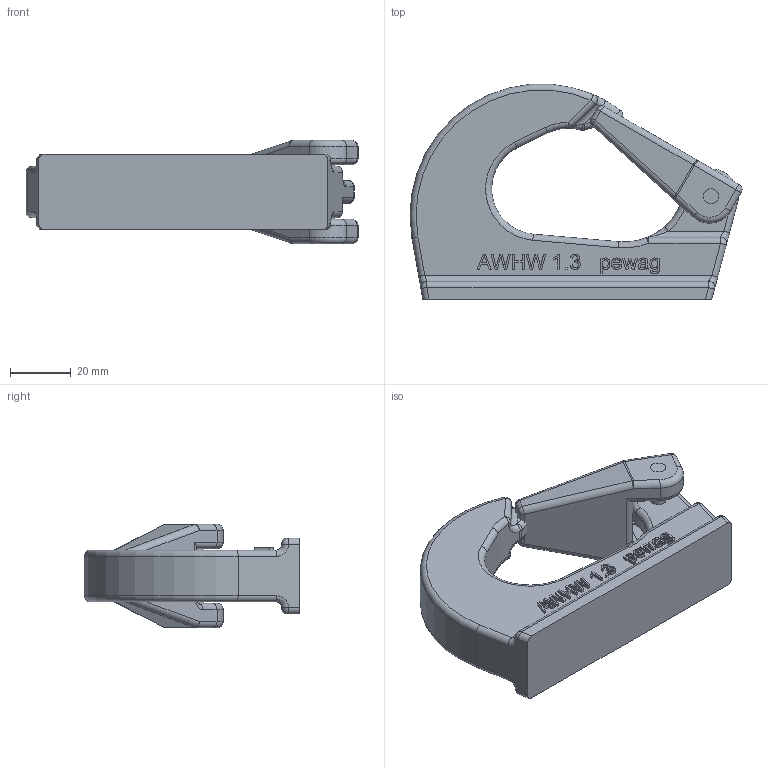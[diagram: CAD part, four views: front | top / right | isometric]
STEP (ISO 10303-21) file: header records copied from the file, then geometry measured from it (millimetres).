
FILE_DESCRIPTION(/* description */ (''),/* implementation_level */ '2;1');
FILE_NAME(/* name */ 'pewag_AWHW_1-3',/* time_stamp */ '2010-02-10T13:06:54+01:00',/* author */ (''),/* organization */ (''),/* preprocessor_version */ 'ST-DEVELOPER v9',/* originating_system */ 'UGS - NX 4.0',/* authorisation */ '');
FILE_SCHEMA (('AUTOMOTIVE_DESIGN { 1 0 10303 214 1 1 1 1 }'));
Length unit declared in the file: millimetre
Products named in the file (1): rit1B53mb93
Bounding box: 109.22 x 70.87 x 34 mm (x, y, z)
Volume: 84146.6 mm3; surface area: 21168.7 mm2
Topology: 3 solids, 3 shells, 362 faces, 918 edges, 557 vertices
Faces by surface type: plane 134, extrusion 94, cylinder 75, sphere 27, torus 19, bspline 13
Full cylindrical faces by diameter (mm): 5 x4
Entity records: 11706 total; most frequent: CARTESIAN_POINT 3614, ORIENTED_EDGE 1778, DIRECTION 1401, EDGE_CURVE 889, VERTEX_POINT 554, VECTOR 501, AXIS2_PLACEMENT_3D 450, LINE 407
